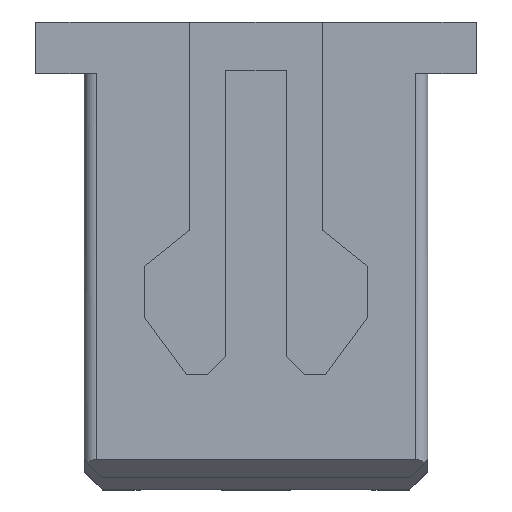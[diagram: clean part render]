
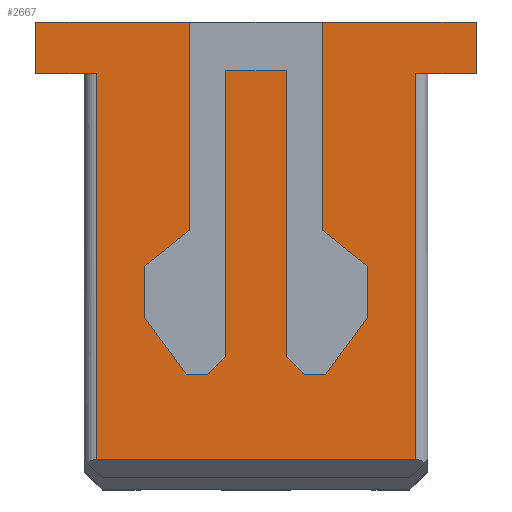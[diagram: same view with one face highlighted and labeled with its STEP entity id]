
A CAD part, top view. The second image highlights one B-rep face of the part: STEP entity #2667.
In plain terms, the highlighted planar face has unit normal (0, 0, 1).
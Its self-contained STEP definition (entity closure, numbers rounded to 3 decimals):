
#113=DIRECTION('',(1.,0.,0.));
#114=VECTOR('',#113,1.);
#115=CARTESIAN_POINT('',(12.65,6.9,0.));
#116=LINE('',#115,#114);
#151=DIRECTION('',(-1.,0.,0.));
#152=VECTOR('',#151,1.);
#153=CARTESIAN_POINT('',(7.35,6.9,0.));
#154=LINE('',#153,#152);
#420=DIRECTION('',(1.,0.,0.));
#421=VECTOR('',#420,2.55);
#422=CARTESIAN_POINT('',(11.1,7.75,0.));
#423=LINE('',#422,#421);
#432=DIRECTION('',(-1.,0.,0.));
#433=VECTOR('',#432,2.55);
#434=CARTESIAN_POINT('',(8.9,7.75,0.));
#435=LINE('',#434,#433);
#616=DIRECTION('',(1.,0.,0.));
#617=VECTOR('',#616,5.3);
#618=CARTESIAN_POINT('',(7.35,0.5,0.));
#619=LINE('',#618,#617);
#835=DIRECTION('',(0.,1.,0.));
#836=VECTOR('',#835,6.4);
#837=CARTESIAN_POINT('',(7.35,0.5,0.));
#838=LINE('',#837,#836);
#839=DIRECTION('',(0.,1.,0.));
#840=VECTOR('',#839,3.45);
#841=CARTESIAN_POINT('',(8.9,4.3,0.));
#842=LINE('',#841,#840);
#843=DIRECTION('',(0.781,0.625,0.));
#844=VECTOR('',#843,0.96);
#845=CARTESIAN_POINT('',(8.15,3.7,0.));
#846=LINE('',#845,#844);
#847=DIRECTION('',(0.,1.,0.));
#848=VECTOR('',#847,0.85);
#849=CARTESIAN_POINT('',(8.15,2.85,0.));
#850=LINE('',#849,#848);
#851=DIRECTION('',(-0.593,0.805,0.));
#852=VECTOR('',#851,1.18);
#853=CARTESIAN_POINT('',(8.85,1.9,0.));
#854=LINE('',#853,#852);
#855=DIRECTION('',(-1.,0.,0.));
#856=VECTOR('',#855,0.35);
#857=CARTESIAN_POINT('',(9.2,1.9,0.));
#858=LINE('',#857,#856);
#859=DIRECTION('',(0.,-1.,0.));
#860=VECTOR('',#859,4.75);
#861=CARTESIAN_POINT('',(9.5,6.95,0.));
#862=LINE('',#861,#860);
#863=DIRECTION('',(0.,-1.,0.));
#864=VECTOR('',#863,4.75);
#865=CARTESIAN_POINT('',(10.5,6.95,0.));
#866=LINE('',#865,#864);
#867=DIRECTION('',(1.,0.,0.));
#868=VECTOR('',#867,0.35);
#869=CARTESIAN_POINT('',(10.8,1.9,0.));
#870=LINE('',#869,#868);
#871=DIRECTION('',(0.593,0.805,0.));
#872=VECTOR('',#871,1.18);
#873=CARTESIAN_POINT('',(11.15,1.9,0.));
#874=LINE('',#873,#872);
#875=DIRECTION('',(0.,1.,0.));
#876=VECTOR('',#875,0.85);
#877=CARTESIAN_POINT('',(11.85,2.85,0.));
#878=LINE('',#877,#876);
#879=DIRECTION('',(-0.781,0.625,0.));
#880=VECTOR('',#879,0.96);
#881=CARTESIAN_POINT('',(11.85,3.7,0.));
#882=LINE('',#881,#880);
#883=DIRECTION('',(0.,1.,0.));
#884=VECTOR('',#883,3.45);
#885=CARTESIAN_POINT('',(11.1,4.3,0.));
#886=LINE('',#885,#884);
#887=DIRECTION('',(0.,1.,0.));
#888=VECTOR('',#887,6.4);
#889=CARTESIAN_POINT('',(12.65,0.5,0.));
#890=LINE('',#889,#888);
#909=DIRECTION('',(0.,1.,0.));
#910=VECTOR('',#909,0.85);
#911=CARTESIAN_POINT('',(6.35,6.9,0.));
#912=LINE('',#911,#910);
#929=DIRECTION('',(0.,1.,0.));
#930=VECTOR('',#929,0.85);
#931=CARTESIAN_POINT('',(13.65,6.9,0.));
#932=LINE('',#931,#930);
#1017=DIRECTION('',(-1.,0.,0.));
#1018=VECTOR('',#1017,1.);
#1019=CARTESIAN_POINT('',(10.5,6.95,0.));
#1020=LINE('',#1019,#1018);
#1033=DIRECTION('',(0.707,0.707,0.));
#1034=VECTOR('',#1033,0.424);
#1035=CARTESIAN_POINT('',(9.2,1.9,0.));
#1036=LINE('',#1035,#1034);
#1061=DIRECTION('',(-0.707,0.707,0.));
#1062=VECTOR('',#1061,0.424);
#1063=CARTESIAN_POINT('',(10.8,1.9,0.));
#1064=LINE('',#1063,#1062);
#1121=CARTESIAN_POINT('',(13.65,6.9,0.));
#1122=CARTESIAN_POINT('',(13.65,7.75,0.));
#1123=VERTEX_POINT('',#1121);
#1124=VERTEX_POINT('',#1122);
#1159=CARTESIAN_POINT('',(11.15,1.9,0.));
#1160=CARTESIAN_POINT('',(11.85,2.85,0.));
#1161=VERTEX_POINT('',#1159);
#1162=VERTEX_POINT('',#1160);
#1163=CARTESIAN_POINT('',(11.85,3.7,0.));
#1164=VERTEX_POINT('',#1163);
#1165=CARTESIAN_POINT('',(11.1,4.3,0.));
#1166=VERTEX_POINT('',#1165);
#1167=CARTESIAN_POINT('',(11.1,7.75,0.));
#1168=VERTEX_POINT('',#1167);
#1169=CARTESIAN_POINT('',(10.5,6.95,0.));
#1171=VERTEX_POINT('',#1169);
#1197=CARTESIAN_POINT('',(12.65,0.5,0.));
#1198=CARTESIAN_POINT('',(12.65,6.9,0.));
#1199=VERTEX_POINT('',#1197);
#1200=VERTEX_POINT('',#1198);
#1244=CARTESIAN_POINT('',(10.5,2.2,0.));
#1246=VERTEX_POINT('',#1244);
#1249=CARTESIAN_POINT('',(10.8,1.9,0.));
#1250=VERTEX_POINT('',#1249);
#1310=CARTESIAN_POINT('',(6.35,6.9,0.));
#1311=CARTESIAN_POINT('',(6.35,7.75,0.));
#1312=VERTEX_POINT('',#1310);
#1313=VERTEX_POINT('',#1311);
#1324=CARTESIAN_POINT('',(8.85,1.9,0.));
#1325=CARTESIAN_POINT('',(8.15,2.85,0.));
#1326=VERTEX_POINT('',#1324);
#1327=VERTEX_POINT('',#1325);
#1328=CARTESIAN_POINT('',(8.15,3.7,0.));
#1329=VERTEX_POINT('',#1328);
#1330=CARTESIAN_POINT('',(8.9,4.3,0.));
#1331=VERTEX_POINT('',#1330);
#1332=CARTESIAN_POINT('',(8.9,7.75,0.));
#1333=VERTEX_POINT('',#1332);
#1334=CARTESIAN_POINT('',(9.5,6.95,0.));
#1336=VERTEX_POINT('',#1334);
#1386=CARTESIAN_POINT('',(7.35,0.5,0.));
#1387=CARTESIAN_POINT('',(7.35,6.9,0.));
#1388=VERTEX_POINT('',#1386);
#1389=VERTEX_POINT('',#1387);
#1421=CARTESIAN_POINT('',(9.5,2.2,0.));
#1423=VERTEX_POINT('',#1421);
#1426=CARTESIAN_POINT('',(9.2,1.9,0.));
#1427=VERTEX_POINT('',#1426);
#2618=CARTESIAN_POINT('',(-13.65,0.,0.));
#2619=DIRECTION('',(0.,0.,1.));
#2620=DIRECTION('',(1.,0.,0.));
#2621=AXIS2_PLACEMENT_3D('',#2618,#2619,#2620);
#2622=PLANE('',#2621);
#2623=ORIENTED_EDGE('',*,*,#2265,.F.);
#2625=ORIENTED_EDGE('',*,*,#2624,.T.);
#2626=ORIENTED_EDGE('',*,*,#1596,.T.);
#2628=ORIENTED_EDGE('',*,*,#2627,.T.);
#2629=ORIENTED_EDGE('',*,*,#1928,.F.);
#2631=ORIENTED_EDGE('',*,*,#2630,.F.);
#2633=ORIENTED_EDGE('',*,*,#2632,.F.);
#2635=ORIENTED_EDGE('',*,*,#2634,.F.);
#2637=ORIENTED_EDGE('',*,*,#2636,.F.);
#2639=ORIENTED_EDGE('',*,*,#2638,.F.);
#2641=ORIENTED_EDGE('',*,*,#2640,.T.);
#2643=ORIENTED_EDGE('',*,*,#2642,.F.);
#2645=ORIENTED_EDGE('',*,*,#2644,.F.);
#2647=ORIENTED_EDGE('',*,*,#2646,.T.);
#2649=ORIENTED_EDGE('',*,*,#2648,.F.);
#2651=ORIENTED_EDGE('',*,*,#2650,.T.);
#2653=ORIENTED_EDGE('',*,*,#2652,.T.);
#2655=ORIENTED_EDGE('',*,*,#2654,.T.);
#2657=ORIENTED_EDGE('',*,*,#2656,.T.);
#2659=ORIENTED_EDGE('',*,*,#2658,.T.);
#2660=ORIENTED_EDGE('',*,*,#1920,.T.);
#2662=ORIENTED_EDGE('',*,*,#2661,.F.);
#2663=ORIENTED_EDGE('',*,*,#1578,.F.);
#2664=ORIENTED_EDGE('',*,*,#2610,.F.);
#2665=EDGE_LOOP('',(#2623,#2625,#2626,#2628,#2629,#2631,#2633,#2635,#2637,#2639,
#2641,#2643,#2645,#2647,#2649,#2651,#2653,#2655,#2657,#2659,#2660,#2662,#2663,
#2664));
#2666=FACE_OUTER_BOUND('',#2665,.F.);
#2667=ADVANCED_FACE('',(#2666),#2622,.T.);
#1578=EDGE_CURVE('',#1200,#1123,#116,.T.);
#1596=EDGE_CURVE('',#1389,#1312,#154,.T.);
#1920=EDGE_CURVE('',#1168,#1124,#423,.T.);
#1928=EDGE_CURVE('',#1333,#1313,#435,.T.);
#2265=EDGE_CURVE('',#1388,#1199,#619,.T.);
#2610=EDGE_CURVE('',#1199,#1200,#890,.T.);
#2624=EDGE_CURVE('',#1388,#1389,#838,.T.);
#2627=EDGE_CURVE('',#1312,#1313,#912,.T.);
#2630=EDGE_CURVE('',#1331,#1333,#842,.T.);
#2632=EDGE_CURVE('',#1329,#1331,#846,.T.);
#2634=EDGE_CURVE('',#1327,#1329,#850,.T.);
#2636=EDGE_CURVE('',#1326,#1327,#854,.T.);
#2638=EDGE_CURVE('',#1427,#1326,#858,.T.);
#2640=EDGE_CURVE('',#1427,#1423,#1036,.T.);
#2642=EDGE_CURVE('',#1336,#1423,#862,.T.);
#2644=EDGE_CURVE('',#1171,#1336,#1020,.T.);
#2646=EDGE_CURVE('',#1171,#1246,#866,.T.);
#2648=EDGE_CURVE('',#1250,#1246,#1064,.T.);
#2650=EDGE_CURVE('',#1250,#1161,#870,.T.);
#2652=EDGE_CURVE('',#1161,#1162,#874,.T.);
#2654=EDGE_CURVE('',#1162,#1164,#878,.T.);
#2656=EDGE_CURVE('',#1164,#1166,#882,.T.);
#2658=EDGE_CURVE('',#1166,#1168,#886,.T.);
#2661=EDGE_CURVE('',#1123,#1124,#932,.T.);
